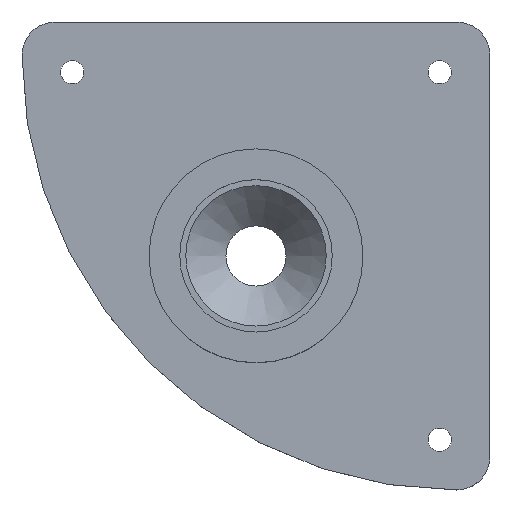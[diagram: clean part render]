
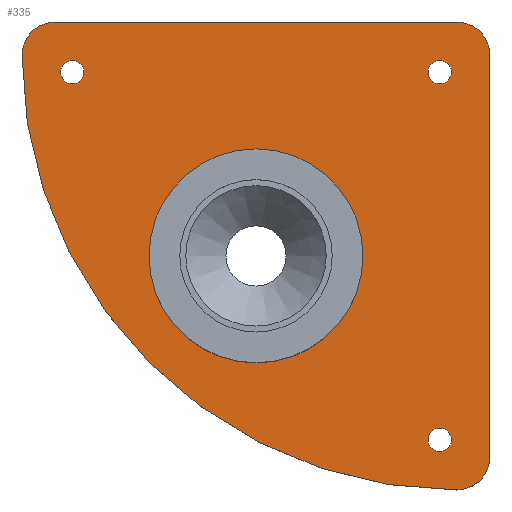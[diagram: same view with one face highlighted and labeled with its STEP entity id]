
A CAD part, top view. The second image highlights one B-rep face of the part: STEP entity #335.
In plain terms, the highlighted planar face has unit normal (0, 0, 1).
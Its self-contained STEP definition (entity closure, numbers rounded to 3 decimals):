
#24=FACE_BOUND('',#82,.T.);
#25=FACE_BOUND('',#83,.T.);
#26=FACE_BOUND('',#84,.T.);
#27=FACE_BOUND('',#85,.T.);
#34=PLANE('',#393);
#54=FACE_OUTER_BOUND('',#81,.T.);
#81=EDGE_LOOP('',(#295,#296,#297,#298,#299,#300));
#82=EDGE_LOOP('',(#301));
#83=EDGE_LOOP('',(#302));
#84=EDGE_LOOP('',(#303));
#85=EDGE_LOOP('',(#304));
#90=LINE('',#533,#109);
#104=LINE('',#593,#123);
#109=VECTOR('',#424,10.);
#123=VECTOR('',#500,10.);
#124=CIRCLE('',#351,5.);
#133=CIRCLE('',#363,5.);
#134=CIRCLE('',#365,5.);
#135=CIRCLE('',#367,65.);
#144=CIRCLE('',#383,16.);
#145=CIRCLE('',#387,1.75);
#146=CIRCLE('',#389,1.75);
#147=CIRCLE('',#391,1.75);
#148=VERTEX_POINT('',#505);
#149=VERTEX_POINT('',#506);
#160=VERTEX_POINT('',#532);
#161=VERTEX_POINT('',#536);
#162=VERTEX_POINT('',#540);
#163=VERTEX_POINT('',#541);
#172=VERTEX_POINT('',#574);
#173=VERTEX_POINT('',#581);
#174=VERTEX_POINT('',#585);
#175=VERTEX_POINT('',#589);
#176=EDGE_CURVE('',#148,#149,#124,.T.);
#189=EDGE_CURVE('',#160,#149,#90,.T.);
#191=EDGE_CURVE('',#160,#161,#133,.T.);
#193=EDGE_CURVE('',#162,#163,#134,.T.);
#196=EDGE_CURVE('',#163,#148,#135,.T.);
#210=EDGE_CURVE('',#172,#172,#144,.T.);
#212=EDGE_CURVE('',#173,#173,#145,.T.);
#214=EDGE_CURVE('',#174,#174,#146,.T.);
#216=EDGE_CURVE('',#175,#175,#147,.T.);
#218=EDGE_CURVE('',#162,#161,#104,.T.);
#295=ORIENTED_EDGE('',*,*,#176,.F.);
#296=ORIENTED_EDGE('',*,*,#196,.F.);
#297=ORIENTED_EDGE('',*,*,#193,.F.);
#298=ORIENTED_EDGE('',*,*,#218,.T.);
#299=ORIENTED_EDGE('',*,*,#191,.F.);
#300=ORIENTED_EDGE('',*,*,#189,.T.);
#301=ORIENTED_EDGE('',*,*,#210,.T.);
#302=ORIENTED_EDGE('',*,*,#216,.T.);
#303=ORIENTED_EDGE('',*,*,#214,.T.);
#304=ORIENTED_EDGE('',*,*,#212,.T.);
#335=ADVANCED_FACE('',(#54,#24,#25,#26,#27),#34,.T.);
#351=AXIS2_PLACEMENT_3D('',#507,#398,#399);
#363=AXIS2_PLACEMENT_3D('',#537,#428,#429);
#365=AXIS2_PLACEMENT_3D('',#542,#433,#434);
#367=AXIS2_PLACEMENT_3D('',#546,#439,#440);
#383=AXIS2_PLACEMENT_3D('',#576,#476,#477);
#387=AXIS2_PLACEMENT_3D('',#582,#485,#486);
#389=AXIS2_PLACEMENT_3D('',#586,#490,#491);
#391=AXIS2_PLACEMENT_3D('',#590,#495,#496);
#393=AXIS2_PLACEMENT_3D('',#594,#501,#502);
#398=DIRECTION('center_axis',(0.,0.,-1.));
#399=DIRECTION('ref_axis',(-0.707,0.707,0.));
#424=DIRECTION('',(-1.,0.,0.));
#428=DIRECTION('center_axis',(0.,0.,-1.));
#429=DIRECTION('ref_axis',(0.707,0.707,0.));
#433=DIRECTION('center_axis',(0.,0.,-1.));
#434=DIRECTION('ref_axis',(0.707,-0.707,0.));
#439=DIRECTION('center_axis',(0.,0.,-1.));
#440=DIRECTION('ref_axis',(-0.707,-0.707,0.));
#476=DIRECTION('center_axis',(0.,0.,-1.));
#477=DIRECTION('ref_axis',(-1.,0.,0.));
#485=DIRECTION('center_axis',(0.,0.,-1.));
#486=DIRECTION('ref_axis',(1.,0.,0.));
#490=DIRECTION('center_axis',(0.,0.,-1.));
#491=DIRECTION('ref_axis',(1.,0.,0.));
#495=DIRECTION('center_axis',(0.,0.,-1.));
#496=DIRECTION('ref_axis',(1.,0.,0.));
#500=DIRECTION('',(0.,1.,0.));
#501=DIRECTION('center_axis',(0.,0.,1.));
#502=DIRECTION('ref_axis',(1.,0.,0.));
#505=CARTESIAN_POINT('',(0.,65.,5.));
#506=CARTESIAN_POINT('',(5.,70.,5.));
#507=CARTESIAN_POINT('Origin',(5.,65.,5.));
#532=CARTESIAN_POINT('',(65.,70.,5.));
#533=CARTESIAN_POINT('',(70.,70.,5.));
#536=CARTESIAN_POINT('',(70.,65.,5.));
#537=CARTESIAN_POINT('Origin',(65.,65.,5.));
#540=CARTESIAN_POINT('',(70.,5.,5.));
#541=CARTESIAN_POINT('',(65.,0.,5.));
#542=CARTESIAN_POINT('Origin',(65.,5.,5.));
#546=CARTESIAN_POINT('Origin',(65.,65.,5.));
#574=CARTESIAN_POINT('',(51.,35.,5.));
#576=CARTESIAN_POINT('Origin',(35.,35.,5.));
#581=CARTESIAN_POINT('',(60.75,62.5,5.));
#582=CARTESIAN_POINT('Origin',(62.5,62.5,5.));
#585=CARTESIAN_POINT('',(5.75,62.5,5.));
#586=CARTESIAN_POINT('Origin',(7.5,62.5,5.));
#589=CARTESIAN_POINT('',(60.75,7.5,5.));
#590=CARTESIAN_POINT('Origin',(62.5,7.5,5.));
#593=CARTESIAN_POINT('',(70.,0.,5.));
#594=CARTESIAN_POINT('Origin',(35.,35.,5.));
